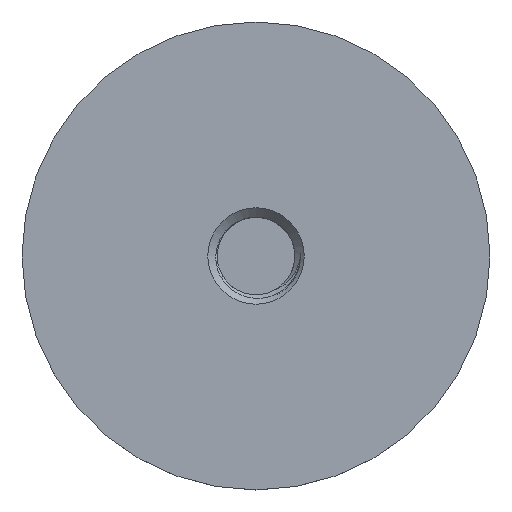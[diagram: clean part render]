
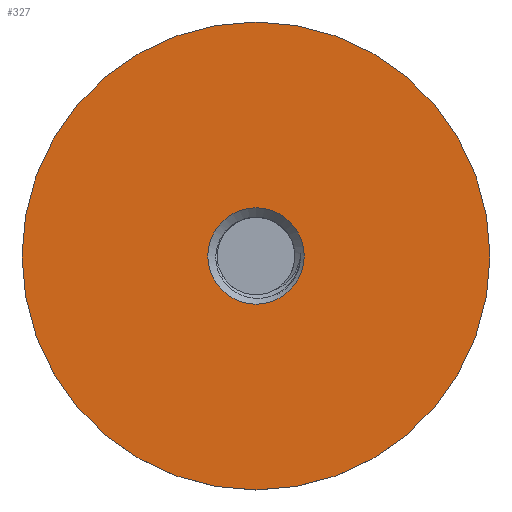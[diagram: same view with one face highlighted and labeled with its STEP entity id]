
A CAD part, top view. The second image highlights one B-rep face of the part: STEP entity #327.
In plain terms, the highlighted planar face has unit normal (0, 0, 1).
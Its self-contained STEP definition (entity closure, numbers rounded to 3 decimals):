
#14=FACE_BOUND('',#65,.T.);
#23=PLANE('',#366);
#46=FACE_OUTER_BOUND('',#64,.T.);
#64=EDGE_LOOP('',(#291,#292));
#65=EDGE_LOOP('',(#293));
#92=CIRCLE('',#357,5.15);
#94=CIRCLE('',#363,25.);
#95=CIRCLE('',#364,25.);
#149=VERTEX_POINT('',#746);
#153=VERTEX_POINT('',#1400);
#154=VERTEX_POINT('',#1402);
#191=EDGE_CURVE('',#149,#149,#92,.T.);
#200=EDGE_CURVE('',#154,#153,#94,.T.);
#201=EDGE_CURVE('',#153,#154,#95,.T.);
#291=ORIENTED_EDGE('',*,*,#200,.T.);
#292=ORIENTED_EDGE('',*,*,#201,.T.);
#293=ORIENTED_EDGE('',*,*,#191,.T.);
#327=ADVANCED_FACE('',(#46,#14),#23,.F.);
#357=AXIS2_PLACEMENT_3D('',#748,#410,#411);
#363=AXIS2_PLACEMENT_3D('',#1403,#423,#424);
#364=AXIS2_PLACEMENT_3D('',#1404,#425,#426);
#366=AXIS2_PLACEMENT_3D('',#1406,#429,#430);
#410=DIRECTION('center_axis',(0.,0.,-1.));
#411=DIRECTION('ref_axis',(-1.,0.,0.));
#423=DIRECTION('center_axis',(0.,0.,1.));
#424=DIRECTION('ref_axis',(1.,0.,0.));
#425=DIRECTION('center_axis',(0.,0.,1.));
#426=DIRECTION('ref_axis',(1.,0.,0.));
#429=DIRECTION('center_axis',(0.,0.,-1.));
#430=DIRECTION('ref_axis',(-1.,0.,0.));
#746=CARTESIAN_POINT('',(-5.15,0.,0.));
#748=CARTESIAN_POINT('Origin',(0.,0.,0.));
#1400=CARTESIAN_POINT('',(-25.,0.,0.));
#1402=CARTESIAN_POINT('',(25.,0.,0.));
#1403=CARTESIAN_POINT('Origin',(0.,0.,0.));
#1404=CARTESIAN_POINT('Origin',(0.,0.,0.));
#1406=CARTESIAN_POINT('Origin',(0.,0.,0.));
